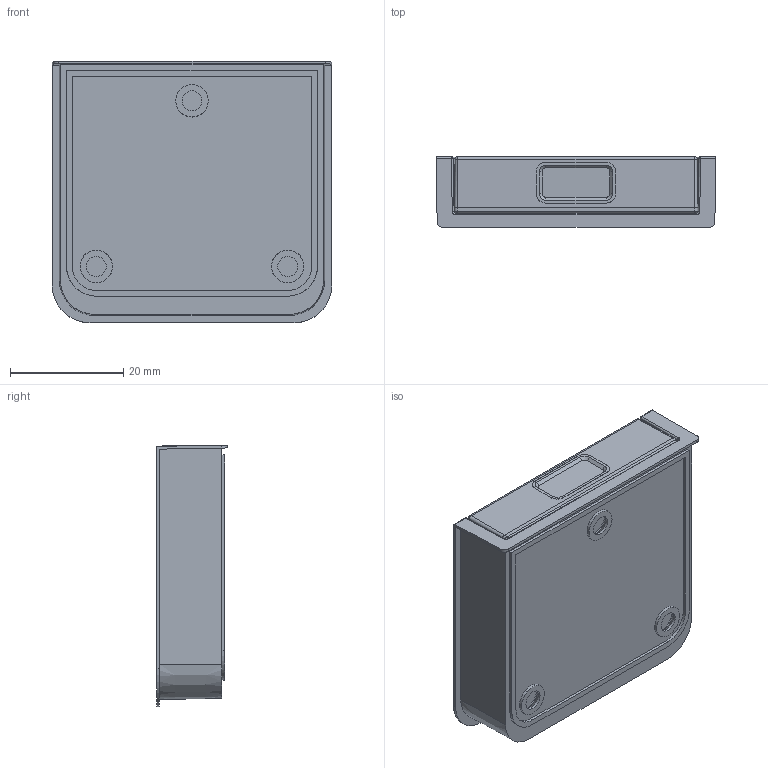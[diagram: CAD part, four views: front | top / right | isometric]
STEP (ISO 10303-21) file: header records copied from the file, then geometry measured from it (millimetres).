
FILE_DESCRIPTION (( 'STEP AP214' ), '1' );
FILE_NAME ('2000608 All In One Single Colour IR-Sensor Türkontakt Schwarz.STEP', '2022-12-01T10:49:59', ( '' ), ( '' ), 'SwSTEP 2.0', 'SolidWorks 2021', '' );
FILE_SCHEMA (( 'AUTOMOTIVE_DESIGN' ));
Length unit declared in the file: millimetre
Products named in the file (1): 2000608 All In One Single Colour IR-Sensor Türkontakt Schwarz
Bounding box: 49.44 x 12.5 x 46.22 mm (x, y, z)
Volume: 10184.4 mm3; surface area: 17484.2 mm2
Topology: 1 solids, 1 shells, 351 faces, 934 edges, 596 vertices
Faces by surface type: plane 184, cylinder 71, cone 56, bspline 18, torus 14, sphere 8
Entity records: 11545 total; most frequent: CARTESIAN_POINT 2935, ORIENTED_EDGE 1858, DIRECTION 1714, EDGE_CURVE 929, VERTEX_POINT 595, AXIS2_PLACEMENT_3D 572, VECTOR 570, LINE 570
